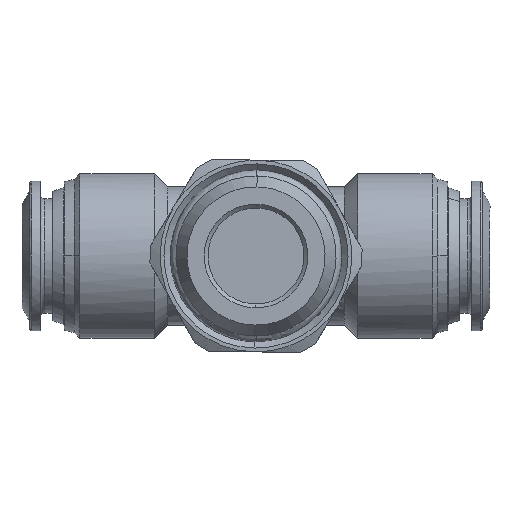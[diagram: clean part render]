
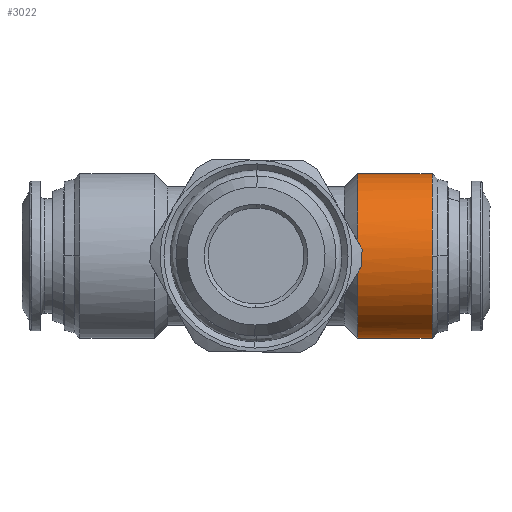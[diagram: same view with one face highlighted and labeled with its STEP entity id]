
A CAD part, front view. The second image highlights one B-rep face of the part: STEP entity #3022.
In plain terms, the highlighted free-form (B-spline) face has degree [1, 3] with [2, 4] control points.
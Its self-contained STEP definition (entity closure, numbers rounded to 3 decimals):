
#63 = VERTEX_POINT ( 'NONE', #2001 ) ;
#79 = ORIENTED_EDGE ( 'NONE', *, *, #1675, .T. ) ;
#545 = CARTESIAN_POINT ( 'NONE',  ( 12.352, -12.05, -10.75 ) ) ;
#1374 = EDGE_CURVE ( 'NONE', #63, #6962, #2771, .T. ) ;
#1408 = CARTESIAN_POINT ( 'NONE',  ( 22.05, -12.05, 10.75 ) ) ;
#1438 =( BOUNDED_SURFACE ( )  B_SPLINE_SURFACE ( 1, 3, ( 
 ( #4383, #10010, #1408, #6965 ),
 ( #5295, #545, #8573, #9430 ) ),
 .UNSPECIFIED., .F., .F., .T. ) 
 B_SPLINE_SURFACE_WITH_KNOTS ( ( 2, 2 ),
 ( 4, 4 ),
 ( 0., 1. ),
 ( 0., 1. ),
 .UNSPECIFIED. ) 
 GEOMETRIC_REPRESENTATION_ITEM ( )  RATIONAL_B_SPLINE_SURFACE ( (
 ( 1., 0.333, 0.333, 1.),
 ( 1., 0.333, 0.333, 1.) ) ) 
 REPRESENTATION_ITEM ( '' )  SURFACE ( )  );
#1675 = EDGE_CURVE ( 'NONE', #9705, #4681, #2189, .T. ) ;
#1744 = CARTESIAN_POINT ( 'NONE',  ( 22.05, -1.3, -6.297 ) ) ;
#2001 = CARTESIAN_POINT ( 'NONE',  ( 22.05, -1.3, 0. ) ) ;
#2189 = B_SPLINE_CURVE_WITH_KNOTS ( 'NONE', 1,
 ( #5108, #9168 ),
 .UNSPECIFIED., .F., .F.,
 ( 2, 2 ),
 ( -1., 0. ),
 .UNSPECIFIED. ) ;
#2321 = CARTESIAN_POINT ( 'NONE',  ( 12.352, 9.45, -10.75 ) ) ;
#2544 = CARTESIAN_POINT ( 'NONE',  ( 22.05, 9.45, -10.75 ) ) ;
#2557 = FACE_OUTER_BOUND ( 'NONE', #6409, .T. ) ;
#2771 =( BOUNDED_CURVE ( )  B_SPLINE_CURVE ( 3, ( #4989, #1744, #6552, #2544 ),
 .UNSPECIFIED., .F., .F. ) 
 B_SPLINE_CURVE_WITH_KNOTS ( ( 4, 4 ),
 ( -1.571, 0. ),
 .UNSPECIFIED. ) 
 CURVE ( )  GEOMETRIC_REPRESENTATION_ITEM ( )  RATIONAL_B_SPLINE_CURVE ( ( 1., 0.805, 0.805, 1. ) ) 
 REPRESENTATION_ITEM ( '' )  );
#2914 = CARTESIAN_POINT ( 'NONE',  ( 22.05, -1.3, 0. ) ) ;
#3022 = ADVANCED_FACE ( 'NONE', ( #2557 ), #1438, .F. ) ;
#3463 = EDGE_CURVE ( 'NONE', #9705, #63, #10335, .T. ) ;
#4383 = CARTESIAN_POINT ( 'NONE',  ( 22.05, 9.45, -10.75 ) ) ;
#4427 = CARTESIAN_POINT ( 'NONE',  ( 22.05, 3.152, 10.75 ) ) ;
#4509 = CARTESIAN_POINT ( 'NONE',  ( 22.05, 9.45, -10.75 ) ) ;
#4524 = ORIENTED_EDGE ( 'NONE', *, *, #9300, .T. ) ;
#4681 = VERTEX_POINT ( 'NONE', #9450 ) ;
#4984 = ORIENTED_EDGE ( 'NONE', *, *, #7144, .T. ) ;
#4989 = CARTESIAN_POINT ( 'NONE',  ( 22.05, -1.3, 0. ) ) ;
#5108 = CARTESIAN_POINT ( 'NONE',  ( 22.05, 9.45, 10.75 ) ) ;
#5295 = CARTESIAN_POINT ( 'NONE',  ( 12.352, 9.45, -10.75 ) ) ;
#5298 = CARTESIAN_POINT ( 'NONE',  ( 22.05, 9.45, 10.75 ) ) ;
#5341 = CARTESIAN_POINT ( 'NONE',  ( 12.352, 9.45, -10.75 ) ) ;
#5422 =( BOUNDED_CURVE ( )  B_SPLINE_CURVE ( 3, ( #8875, #7950, #10323, #6444 ),
 .UNSPECIFIED., .F., .T. ) 
 B_SPLINE_CURVE_WITH_KNOTS ( ( 4, 4 ),
 ( -3.142, 0. ),
 .UNSPECIFIED. ) 
 CURVE ( )  GEOMETRIC_REPRESENTATION_ITEM ( )  RATIONAL_B_SPLINE_CURVE ( ( 1., 0.333, 0.333, 1. ) ) 
 REPRESENTATION_ITEM ( '' )  );
#6409 = EDGE_LOOP ( 'NONE', ( #10355, #6772, #79, #4524, #4984 ) ) ;
#6444 = CARTESIAN_POINT ( 'NONE',  ( 12.352, 9.45, -10.75 ) ) ;
#6502 = CARTESIAN_POINT ( 'NONE',  ( 22.05, 9.45, 10.75 ) ) ;
#6552 = CARTESIAN_POINT ( 'NONE',  ( 22.05, 3.152, -10.75 ) ) ;
#6772 = ORIENTED_EDGE ( 'NONE', *, *, #3463, .F. ) ;
#6962 = VERTEX_POINT ( 'NONE', #8560 ) ;
#6965 = CARTESIAN_POINT ( 'NONE',  ( 22.05, 9.45, 10.75 ) ) ;
#7144 = EDGE_CURVE ( 'NONE', #8287, #6962, #9515, .T. ) ;
#7726 = CARTESIAN_POINT ( 'NONE',  ( 22.05, -1.3, 6.297 ) ) ;
#7950 = CARTESIAN_POINT ( 'NONE',  ( 12.352, -12.05, 10.75 ) ) ;
#8287 = VERTEX_POINT ( 'NONE', #2321 ) ;
#8560 = CARTESIAN_POINT ( 'NONE',  ( 22.05, 9.45, -10.75 ) ) ;
#8573 = CARTESIAN_POINT ( 'NONE',  ( 12.352, -12.05, 10.75 ) ) ;
#8875 = CARTESIAN_POINT ( 'NONE',  ( 12.352, 9.45, 10.75 ) ) ;
#9168 = CARTESIAN_POINT ( 'NONE',  ( 12.352, 9.45, 10.75 ) ) ;
#9300 = EDGE_CURVE ( 'NONE', #4681, #8287, #5422, .T. ) ;
#9430 = CARTESIAN_POINT ( 'NONE',  ( 12.352, 9.45, 10.75 ) ) ;
#9450 = CARTESIAN_POINT ( 'NONE',  ( 12.352, 9.45, 10.75 ) ) ;
#9515 = B_SPLINE_CURVE_WITH_KNOTS ( 'NONE', 1,
 ( #5341, #4509 ),
 .UNSPECIFIED., .F., .F.,
 ( 2, 2 ),
 ( -1., 0. ),
 .UNSPECIFIED. ) ;
#9705 = VERTEX_POINT ( 'NONE', #6502 ) ;
#10010 = CARTESIAN_POINT ( 'NONE',  ( 22.05, -12.05, -10.75 ) ) ;
#10323 = CARTESIAN_POINT ( 'NONE',  ( 12.352, -12.05, -10.75 ) ) ;
#10335 =( BOUNDED_CURVE ( )  B_SPLINE_CURVE ( 3, ( #5298, #4427, #7726, #2914 ),
 .UNSPECIFIED., .F., .F. ) 
 B_SPLINE_CURVE_WITH_KNOTS ( ( 4, 4 ),
 ( -1.571, 0. ),
 .UNSPECIFIED. ) 
 CURVE ( )  GEOMETRIC_REPRESENTATION_ITEM ( )  RATIONAL_B_SPLINE_CURVE ( ( 1., 0.805, 0.805, 1. ) ) 
 REPRESENTATION_ITEM ( '' )  );
#10355 = ORIENTED_EDGE ( 'NONE', *, *, #1374, .F. ) ;
